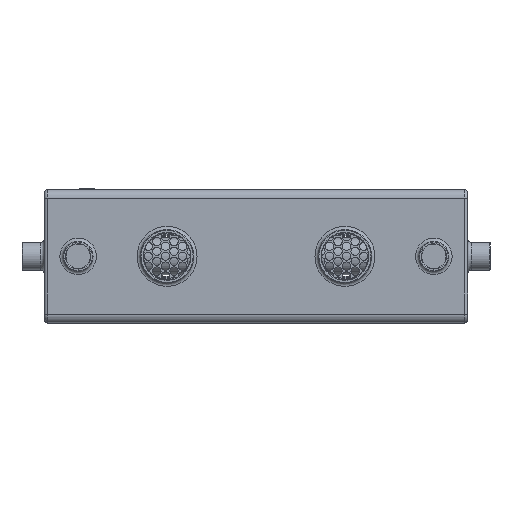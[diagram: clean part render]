
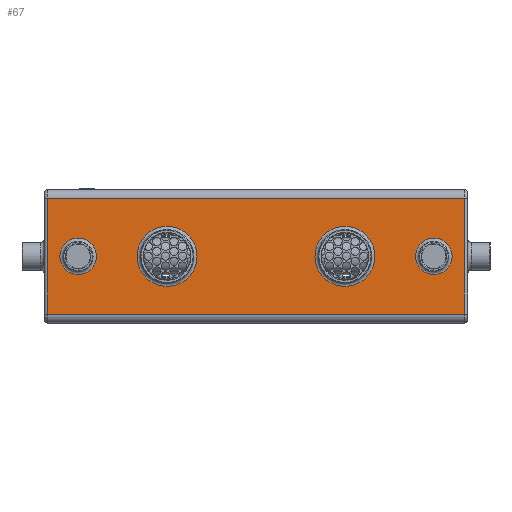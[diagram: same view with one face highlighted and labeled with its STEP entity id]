
A CAD part, left-side view. The second image highlights one B-rep face of the part: STEP entity #67.
In plain terms, the highlighted planar face has unit normal (-1, 0, 0).
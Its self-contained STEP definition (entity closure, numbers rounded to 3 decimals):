
#67=ADVANCED_FACE('',(#7393,#7395,#7397,#7399,#7401),#7403,.T.);
#7393=FACE_BOUND('',#7394,.T.);
#7394=EDGE_LOOP('',(#15605,#15606,#15607,#15608));
#7395=FACE_BOUND('',#7396,.T.);
#7396=EDGE_LOOP('',(#15609));
#7397=FACE_BOUND('',#7398,.T.);
#7398=EDGE_LOOP('',(#15610));
#7399=FACE_BOUND('',#7400,.T.);
#7400=EDGE_LOOP('',(#15611));
#7401=FACE_BOUND('',#7402,.T.);
#7402=EDGE_LOOP('',(#15612));
#7403=PLANE('',#7404);
#7404=AXIS2_PLACEMENT_3D('',#7405,#7406,#7407);
#7405=CARTESIAN_POINT('',(-60.,0.,-52.));
#7406=DIRECTION('',(-1.,0.,0.));
#7407=DIRECTION('',(0.,0.,1.));
#15605=ORIENTED_EDGE('',*,*,#19111,.T.);
#15606=ORIENTED_EDGE('',*,*,#19112,.T.);
#15607=ORIENTED_EDGE('',*,*,#19113,.F.);
#15608=ORIENTED_EDGE('',*,*,#19114,.F.);
#15609=ORIENTED_EDGE('',*,*,#19115,.F.);
#15610=ORIENTED_EDGE('',*,*,#19116,.F.);
#15611=ORIENTED_EDGE('',*,*,#19117,.F.);
#15612=ORIENTED_EDGE('',*,*,#19118,.F.);
#19111=EDGE_CURVE('',#20867,#20868,#20869,.T.);
#19112=EDGE_CURVE('',#20868,#20870,#20871,.F.);
#19113=EDGE_CURVE('',#20872,#20870,#20873,.T.);
#19114=EDGE_CURVE('',#20867,#20872,#20874,.F.);
#19115=EDGE_CURVE('',#20875,#20875,#20876,.T.);
#19116=EDGE_CURVE('',#20877,#20877,#20878,.T.);
#19117=EDGE_CURVE('',#20879,#20879,#20880,.T.);
#19118=EDGE_CURVE('',#20881,#20881,#20882,.T.);
#20867=VERTEX_POINT('',#24012);
#20868=VERTEX_POINT('',#24013);
#20869=LINE('',#24014,#24015);
#20870=VERTEX_POINT('',#24017);
#20871=LINE('',#24018,#24019);
#20872=VERTEX_POINT('',#24021);
#20873=LINE('',#24022,#24023);
#20874=LINE('',#24025,#24026);
#20875=VERTEX_POINT('',#24028);
#20876=CIRCLE('',#24029,16.4);
#20877=VERTEX_POINT('',#24033);
#20878=CIRCLE('',#24034,27.);
#20879=VERTEX_POINT('',#24038);
#20880=CIRCLE('',#24039,27.);
#20881=VERTEX_POINT('',#24043);
#20882=CIRCLE('',#24044,16.4);
#24012=CARTESIAN_POINT('',(-60.,-1.,52.));
#24013=CARTESIAN_POINT('',(-60.,374.,52.));
#24014=CARTESIAN_POINT('',(-60.,-1.,52.));
#24015=VECTOR('',#24016,1.);
#24016=DIRECTION('',(0.,1.,0.));
#24017=CARTESIAN_POINT('',(-60.,374.,-52.));
#24018=CARTESIAN_POINT('',(-60.,374.,-52.));
#24019=VECTOR('',#24020,1.);
#24020=DIRECTION('',(0.,0.,1.));
#24021=CARTESIAN_POINT('',(-60.,-1.,-52.));
#24022=CARTESIAN_POINT('',(-60.,-1.,-52.));
#24023=VECTOR('',#24024,1.);
#24024=DIRECTION('',(0.,1.,0.));
#24025=CARTESIAN_POINT('',(-60.,-1.,-52.));
#24026=VECTOR('',#24027,1.);
#24027=DIRECTION('',(0.,0.,1.));
#24028=CARTESIAN_POINT('',(-60.,42.9,0.));
#24029=AXIS2_PLACEMENT_3D('',#24030,#24031,#24032);
#24030=CARTESIAN_POINT('',(-60.,26.5,0.));
#24031=DIRECTION('',(-1.,0.,0.));
#24032=DIRECTION('',(0.,1.,0.));
#24033=CARTESIAN_POINT('',(-60.,79.5,0.));
#24034=AXIS2_PLACEMENT_3D('',#24035,#24036,#24037);
#24035=CARTESIAN_POINT('',(-60.,106.5,0.));
#24036=DIRECTION('',(-1.,0.,0.));
#24037=DIRECTION('',(0.,-1.,0.));
#24038=CARTESIAN_POINT('',(-60.,239.5,0.));
#24039=AXIS2_PLACEMENT_3D('',#24040,#24041,#24042);
#24040=CARTESIAN_POINT('',(-60.,266.5,0.));
#24041=DIRECTION('',(-1.,0.,0.));
#24042=DIRECTION('',(0.,-1.,0.));
#24043=CARTESIAN_POINT('',(-60.,362.9,0.));
#24044=AXIS2_PLACEMENT_3D('',#24045,#24046,#24047);
#24045=CARTESIAN_POINT('',(-60.,346.5,0.));
#24046=DIRECTION('',(-1.,0.,0.));
#24047=DIRECTION('',(0.,1.,0.));
